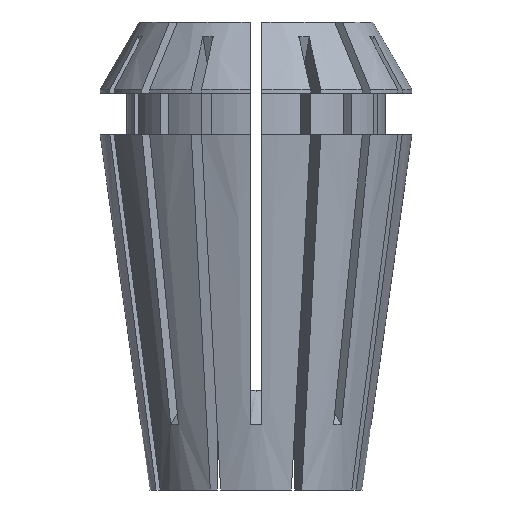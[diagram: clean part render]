
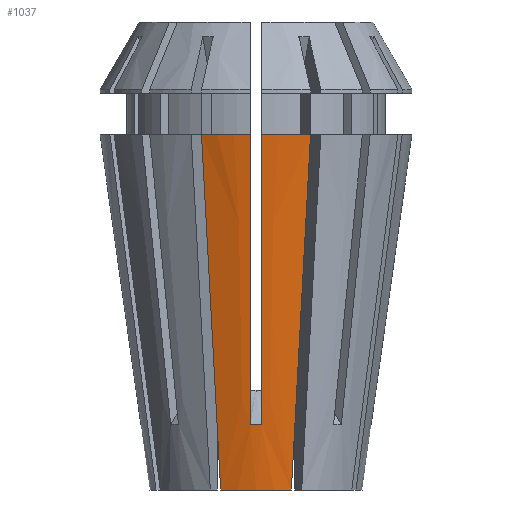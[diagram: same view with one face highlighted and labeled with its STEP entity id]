
A CAD part, left-side view. The second image highlights one B-rep face of the part: STEP entity #1037.
In plain terms, the highlighted conical face has half-angle 8 degrees and reference radius 7.141 mm.
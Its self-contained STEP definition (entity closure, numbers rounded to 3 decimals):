
#57 = CARTESIAN_POINT ( 'NONE',  ( -6.732, 2.383, 0. ) ) ;
#119 = CARTESIAN_POINT ( 'NONE',  ( -6.732, -2.383, 0. ) ) ;
#359 = B_SPLINE_CURVE_WITH_KNOTS ( 'NONE', 3,
 ( #1993, #3257, #2850, #4540 ),
 .UNSPECIFIED., .F., .F.,
 ( 4, 4 ),
 ( 0., 0.001 ),
 .UNSPECIFIED. ) ;
#387 = CARTESIAN_POINT ( 'NONE',  ( -6.732, 2.383, 0. ) ) ;
#472 = EDGE_CURVE ( 'NONE', #1047, #1928, #1511, .T. ) ;
#476 = CARTESIAN_POINT ( 'NONE',  ( -9.776, -0.375, 18.795 ) ) ;
#551 = CARTESIAN_POINT ( 'NONE',  ( -9.048, 3.342, 17.815 ) ) ;
#553 = ORIENTED_EDGE ( 'NONE', *, *, #3419, .F. ) ;
#570 = B_SPLINE_CURVE_WITH_KNOTS ( 'NONE', 3,
 ( #1715, #2188, #3815, #4662, #4212, #5064, #119 ),
 .UNSPECIFIED., .F., .F.,
 ( 4, 3, 4 ),
 ( 0., 0.018, 0.024 ),
 .UNSPECIFIED. ) ;
#868 = CARTESIAN_POINT ( 'NONE',  ( -10.494, 0.375, 23.9 ) ) ;
#886 = ORIENTED_EDGE ( 'NONE', *, *, #895, .F. ) ;
#895 = EDGE_CURVE ( 'NONE', #3715, #2938, #570, .T. ) ;
#903 = AXIS2_PLACEMENT_3D ( 'NONE', #3591, #2383, #2829 ) ;
#925 = CARTESIAN_POINT ( 'NONE',  ( -10.494, -0.375, 23.9 ) ) ;
#958 = CARTESIAN_POINT ( 'NONE',  ( -7.753, 0.375, 4.413 ) ) ;
#990 = CARTESIAN_POINT ( 'NONE',  ( -9.776, 0.375, 18.795 ) ) ;
#1037 = ADVANCED_FACE ( 'NONE', ( #1253 ), #2649, .T. ) ;
#1047 = VERTEX_POINT ( 'NONE', #2061 ) ;
#1111 = ORIENTED_EDGE ( 'NONE', *, *, #4837, .T. ) ;
#1224 = EDGE_LOOP ( 'NONE', ( #1111, #3063, #1553, #886, #2423, #4835, #553, #1878 ) ) ;
#1253 = FACE_OUTER_BOUND ( 'NONE', #1224, .T. ) ;
#1453 = CARTESIAN_POINT ( 'NONE',  ( -10.135, 0.375, 21.347 ) ) ;
#1467 = EDGE_CURVE ( 'NONE', #3715, #1047, #4138, .T. ) ;
#1494 = DIRECTION ( 'NONE',  ( -1., 0., 0. ) ) ;
#1511 = B_SPLINE_CURVE_WITH_KNOTS ( 'NONE', 3,
 ( #925, #2524, #476, #3777, #1743, #3376, #3756 ),
 .UNSPECIFIED., .F., .F.,
 ( 4, 3, 4 ),
 ( 0.043, 0.051, 0.063 ),
 .UNSPECIFIED. ) ;
#1553 = ORIENTED_EDGE ( 'NONE', *, *, #4591, .F. ) ;
#1715 = CARTESIAN_POINT ( 'NONE',  ( -9.838, -3.669, 23.9 ) ) ;
#1743 = CARTESIAN_POINT ( 'NONE',  ( -8.862, -0.375, 12.299 ) ) ;
#1765 = DIRECTION ( 'NONE',  ( -1., 0., 0. ) ) ;
#1798 = AXIS2_PLACEMENT_3D ( 'NONE', #3243, #3669, #4045 ) ;
#1849 = CARTESIAN_POINT ( 'NONE',  ( 0., 0., 23.9 ) ) ;
#1861 = CARTESIAN_POINT ( 'NONE',  ( -8.862, 0.375, 12.299 ) ) ;
#1878 = ORIENTED_EDGE ( 'NONE', *, *, #3634, .F. ) ;
#1928 = VERTEX_POINT ( 'NONE', #3133 ) ;
#1993 = CARTESIAN_POINT ( 'NONE',  ( -7.753, 0.375, 4.413 ) ) ;
#2061 = CARTESIAN_POINT ( 'NONE',  ( -10.494, -0.375, 23.9 ) ) ;
#2092 = CARTESIAN_POINT ( 'NONE',  ( -6.732, -2.383, 0. ) ) ;
#2152 = AXIS2_PLACEMENT_3D ( 'NONE', #1849, #3127, #1494 ) ;
#2188 = CARTESIAN_POINT ( 'NONE',  ( -9.048, -3.342, 17.815 ) ) ;
#2265 = CARTESIAN_POINT ( 'NONE',  ( -9.838, 3.669, 23.9 ) ) ;
#2278 = VERTEX_POINT ( 'NONE', #958 ) ;
#2383 = DIRECTION ( 'NONE',  ( 0., 0., 1. ) ) ;
#2423 = ORIENTED_EDGE ( 'NONE', *, *, #1467, .T. ) ;
#2524 = CARTESIAN_POINT ( 'NONE',  ( -10.135, -0.375, 21.347 ) ) ;
#2649 = CONICAL_SURFACE ( 'NONE', #903, 7.141, 0.14 ) ;
#2729 = VERTEX_POINT ( 'NONE', #2265 ) ;
#2829 = DIRECTION ( 'NONE',  ( 1., 0., 0. ) ) ;
#2850 = CARTESIAN_POINT ( 'NONE',  ( -7.763, -0.125, 4.401 ) ) ;
#2938 = VERTEX_POINT ( 'NONE', #2092 ) ;
#2955 = CARTESIAN_POINT ( 'NONE',  ( 0., 0., 0. ) ) ;
#3063 = ORIENTED_EDGE ( 'NONE', *, *, #3496, .T. ) ;
#3105 = CARTESIAN_POINT ( 'NONE',  ( -7.753, 0.375, 4.413 ) ) ;
#3127 = DIRECTION ( 'NONE',  ( 0., 0., -1. ) ) ;
#3133 = CARTESIAN_POINT ( 'NONE',  ( -7.753, -0.375, 4.413 ) ) ;
#3243 = CARTESIAN_POINT ( 'NONE',  ( 0., 0., 23.9 ) ) ;
#3257 = CARTESIAN_POINT ( 'NONE',  ( -7.763, 0.125, 4.401 ) ) ;
#3313 = B_SPLINE_CURVE_WITH_KNOTS ( 'NONE', 3,
 ( #4678, #551, #5021, #5003, #4614, #4263, #57 ),
 .UNSPECIFIED., .F., .F.,
 ( 4, 3, 4 ),
 ( 0., 0.018, 0.024 ),
 .UNSPECIFIED. ) ;
#3376 = CARTESIAN_POINT ( 'NONE',  ( -8.307, -0.375, 8.356 ) ) ;
#3412 = CIRCLE ( 'NONE', #2152, 10.5 ) ;
#3419 = EDGE_CURVE ( 'NONE', #2278, #1928, #359, .T. ) ;
#3496 = EDGE_CURVE ( 'NONE', #2729, #4232, #3313, .T. ) ;
#3591 = CARTESIAN_POINT ( 'NONE',  ( 0., 0., 0. ) ) ;
#3634 = EDGE_CURVE ( 'NONE', #5215, #2278, #4166, .T. ) ;
#3669 = DIRECTION ( 'NONE',  ( 0., 0., -1. ) ) ;
#3712 = AXIS2_PLACEMENT_3D ( 'NONE', #2955, #4219, #1765 ) ;
#3715 = VERTEX_POINT ( 'NONE', #4442 ) ;
#3756 = CARTESIAN_POINT ( 'NONE',  ( -7.753, -0.375, 4.413 ) ) ;
#3777 = CARTESIAN_POINT ( 'NONE',  ( -9.417, -0.375, 16.242 ) ) ;
#3815 = CARTESIAN_POINT ( 'NONE',  ( -8.257, -3.014, 11.73 ) ) ;
#3905 = CARTESIAN_POINT ( 'NONE',  ( -10.494, 0.375, 23.9 ) ) ;
#4045 = DIRECTION ( 'NONE',  ( -1., 0., 0. ) ) ;
#4132 = CIRCLE ( 'NONE', #3712, 7.141 ) ;
#4138 = CIRCLE ( 'NONE', #1798, 10.5 ) ;
#4166 = B_SPLINE_CURVE_WITH_KNOTS ( 'NONE', 3,
 ( #3905, #1453, #990, #5096, #1861, #4298, #3105 ),
 .UNSPECIFIED., .F., .F.,
 ( 4, 3, 4 ),
 ( 0.043, 0.051, 0.063 ),
 .UNSPECIFIED. ) ;
#4212 = CARTESIAN_POINT ( 'NONE',  ( -7.221, -2.585, 3.763 ) ) ;
#4219 = DIRECTION ( 'NONE',  ( 0., 0., -1. ) ) ;
#4232 = VERTEX_POINT ( 'NONE', #387 ) ;
#4263 = CARTESIAN_POINT ( 'NONE',  ( -6.977, 2.484, 1.882 ) ) ;
#4298 = CARTESIAN_POINT ( 'NONE',  ( -8.307, 0.375, 8.356 ) ) ;
#4442 = CARTESIAN_POINT ( 'NONE',  ( -9.838, -3.669, 23.9 ) ) ;
#4540 = CARTESIAN_POINT ( 'NONE',  ( -7.753, -0.375, 4.413 ) ) ;
#4591 = EDGE_CURVE ( 'NONE', #2938, #4232, #4132, .T. ) ;
#4614 = CARTESIAN_POINT ( 'NONE',  ( -7.221, 2.585, 3.763 ) ) ;
#4662 = CARTESIAN_POINT ( 'NONE',  ( -7.466, -2.687, 5.645 ) ) ;
#4678 = CARTESIAN_POINT ( 'NONE',  ( -9.838, 3.669, 23.9 ) ) ;
#4835 = ORIENTED_EDGE ( 'NONE', *, *, #472, .T. ) ;
#4837 = EDGE_CURVE ( 'NONE', #5215, #2729, #3412, .T. ) ;
#5003 = CARTESIAN_POINT ( 'NONE',  ( -7.466, 2.687, 5.645 ) ) ;
#5021 = CARTESIAN_POINT ( 'NONE',  ( -8.257, 3.014, 11.73 ) ) ;
#5064 = CARTESIAN_POINT ( 'NONE',  ( -6.977, -2.484, 1.882 ) ) ;
#5096 = CARTESIAN_POINT ( 'NONE',  ( -9.417, 0.375, 16.242 ) ) ;
#5215 = VERTEX_POINT ( 'NONE', #868 ) ;
